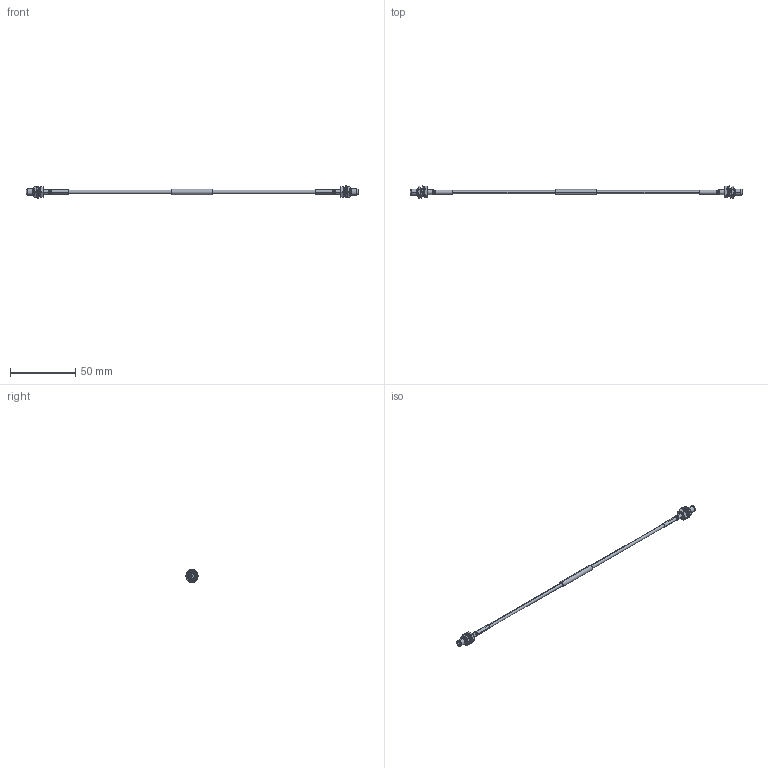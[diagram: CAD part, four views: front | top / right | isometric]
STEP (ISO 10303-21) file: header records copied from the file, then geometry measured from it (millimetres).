
FILE_DESCRIPTION (( 'STEP AP214' ), '1' );
FILE_NAME ('FMCA1558_3D.step', '2025-01-24T00:11:01', ( '' ), ( '' ), 'SwSTEP 2.0', 'SolidWorks 2022', '' );
FILE_SCHEMA (( 'AUTOMOTIVE_DESIGN' ));
Length unit declared in the file: inch
Products named in the file (7): Heat Shrink^FMCA1558; .250 Nut; FMCN1196-MA1; Coax Cable^FMCA1558; .250 Washer 2; FMCN1196; FMCA1558_3D
Assembly tree (8 placements, depth 3):
  FMCA1558_3D
    Coax Cable^FMCA1558
    FMCN1196  x2
      FMCN1196-MA1
      .250 Nut
      .250 Washer 2
    Heat Shrink^FMCA1558  x2
Bounding box: 255.37 x 9.35 x 9.82 mm (x, y, z)
Volume: 2379.2 mm3; surface area: 4442.8 mm2
Topology: 13 solids, 13 shells, 432 faces, 988 edges, 614 vertices
Faces by surface type: cone 124, cylinder 116, plane 86, bspline 86, torus 20
Entity records: 8151 total; most frequent: CARTESIAN_POINT 2971, ORIENTED_EDGE 1006, DIRECTION 942, EDGE_CURVE 503, AXIS2_PLACEMENT_3D 365, VERTEX_POINT 313, EDGE_LOOP 254, FACE_OUTER_BOUND 221
